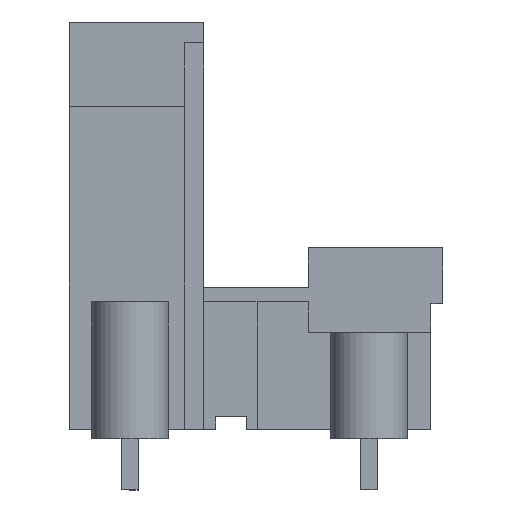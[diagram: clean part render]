
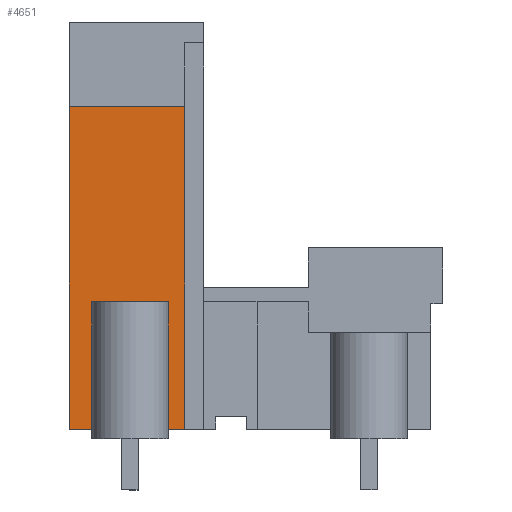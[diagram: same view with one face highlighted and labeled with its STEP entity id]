
A CAD part, left-side view. The second image highlights one B-rep face of the part: STEP entity #4651.
In plain terms, the highlighted planar face has unit normal (-1, 0, 0).
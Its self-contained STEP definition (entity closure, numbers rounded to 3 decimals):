
#4606=AXIS2_PLACEMENT_3D('Plane Axis2P3D',#4603,#4604,#4605) ;
#1211=CARTESIAN_POINT('Line Origine',(3.761,23.43,13.93)) ;
#1215=CARTESIAN_POINT('Vertex',(3.761,23.43,3.8)) ;
#1217=CARTESIAN_POINT('Vertex',(3.761,23.43,24.06)) ;
#1464=CARTESIAN_POINT('Line Origine',(3.761,19.815,24.06)) ;
#1468=CARTESIAN_POINT('Vertex',(3.76,16.2,24.06)) ;
#1503=CARTESIAN_POINT('Line Origine',(3.76,16.2,13.93)) ;
#1507=CARTESIAN_POINT('Vertex',(3.76,16.2,3.8)) ;
#4603=CARTESIAN_POINT('Axis2P3D Location',(3.761,23.43,3.2)) ;
#4608=CARTESIAN_POINT('Line Origine',(3.761,22.73,3.8)) ;
#4612=CARTESIAN_POINT('Vertex',(3.761,22.03,3.8)) ;
#4615=CARTESIAN_POINT('Line Origine',(3.761,22.03,7.8)) ;
#4619=CARTESIAN_POINT('Vertex',(3.761,22.03,11.8)) ;
#4622=CARTESIAN_POINT('Line Origine',(3.761,19.63,11.8)) ;
#4626=CARTESIAN_POINT('Vertex',(3.761,17.23,11.8)) ;
#4629=CARTESIAN_POINT('Line Origine',(3.761,17.23,7.8)) ;
#4633=CARTESIAN_POINT('Vertex',(3.761,17.23,3.8)) ;
#4636=CARTESIAN_POINT('Line Origine',(3.761,16.715,3.8)) ;
#1212=DIRECTION('Vector Direction',(0.,0.,1.)) ;
#1465=DIRECTION('Vector Direction',(0.,-1.,0.)) ;
#1504=DIRECTION('Vector Direction',(0.,0.,1.)) ;
#4604=DIRECTION('Axis2P3D Direction',(-1.,0.,0.)) ;
#4605=DIRECTION('Axis2P3D XDirection',(0.,-1.,0.)) ;
#4609=DIRECTION('Vector Direction',(0.,-1.,0.)) ;
#4616=DIRECTION('Vector Direction',(0.,0.,1.)) ;
#4623=DIRECTION('Vector Direction',(0.,-1.,0.)) ;
#4630=DIRECTION('Vector Direction',(0.,0.,1.)) ;
#4637=DIRECTION('Vector Direction',(0.,-1.,0.)) ;
#1213=VECTOR('Line Direction',#1212,1.) ;
#1466=VECTOR('Line Direction',#1465,1.) ;
#1505=VECTOR('Line Direction',#1504,1.) ;
#4610=VECTOR('Line Direction',#4609,1.) ;
#4617=VECTOR('Line Direction',#4616,1.) ;
#4624=VECTOR('Line Direction',#4623,1.) ;
#4631=VECTOR('Line Direction',#4630,1.) ;
#4638=VECTOR('Line Direction',#4637,1.) ;
#4642=ORIENTED_EDGE('',*,*,#1509,.T.) ;
#4643=ORIENTED_EDGE('',*,*,#1470,.F.) ;
#4644=ORIENTED_EDGE('',*,*,#1219,.F.) ;
#4645=ORIENTED_EDGE('',*,*,#4614,.T.) ;
#4646=ORIENTED_EDGE('',*,*,#4621,.T.) ;
#4647=ORIENTED_EDGE('',*,*,#4628,.T.) ;
#4648=ORIENTED_EDGE('',*,*,#4635,.F.) ;
#4649=ORIENTED_EDGE('',*,*,#4640,.T.) ;
#4651=ADVANCED_FACE('HOUSING',(#4650),#4607,.T.) ;
#1219=EDGE_CURVE('',#1216,#1218,#1214,.T.) ;
#1470=EDGE_CURVE('',#1218,#1469,#1467,.T.) ;
#1509=EDGE_CURVE('',#1508,#1469,#1506,.T.) ;
#4614=EDGE_CURVE('',#1216,#4613,#4611,.T.) ;
#4621=EDGE_CURVE('',#4613,#4620,#4618,.T.) ;
#4628=EDGE_CURVE('',#4620,#4627,#4625,.T.) ;
#4635=EDGE_CURVE('',#4634,#4627,#4632,.T.) ;
#4640=EDGE_CURVE('',#4634,#1508,#4639,.T.) ;
#4641=EDGE_LOOP('',(#4642,#4643,#4644,#4645,#4646,#4647,#4648,#4649)) ;
#4650=FACE_OUTER_BOUND('',#4641,.T.) ;
#1214=LINE('Line',#1211,#1213) ;
#1467=LINE('Line',#1464,#1466) ;
#1506=LINE('Line',#1503,#1505) ;
#4611=LINE('Line',#4608,#4610) ;
#4618=LINE('Line',#4615,#4617) ;
#4625=LINE('Line',#4622,#4624) ;
#4632=LINE('Line',#4629,#4631) ;
#4639=LINE('Line',#4636,#4638) ;
#4607=PLANE('',#4606) ;
#1216=VERTEX_POINT('',#1215) ;
#1218=VERTEX_POINT('',#1217) ;
#1469=VERTEX_POINT('',#1468) ;
#1508=VERTEX_POINT('',#1507) ;
#4613=VERTEX_POINT('',#4612) ;
#4620=VERTEX_POINT('',#4619) ;
#4627=VERTEX_POINT('',#4626) ;
#4634=VERTEX_POINT('',#4633) ;
